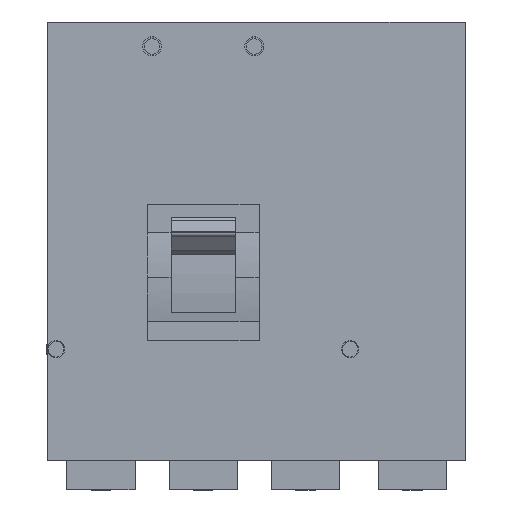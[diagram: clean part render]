
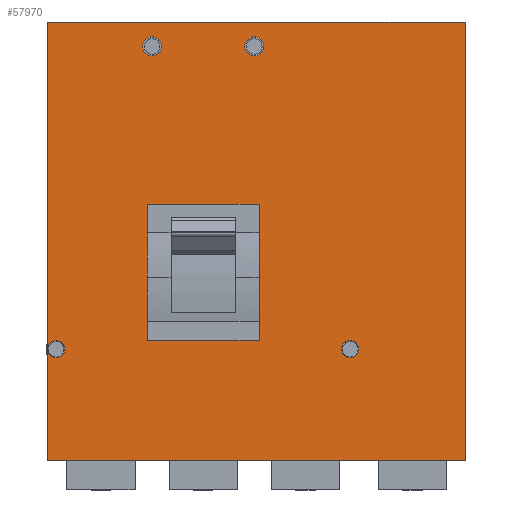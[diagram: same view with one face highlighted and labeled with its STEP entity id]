
A CAD part, top view. The second image highlights one B-rep face of the part: STEP entity #57970.
In plain terms, the highlighted planar face has unit normal (0, 0, 1).
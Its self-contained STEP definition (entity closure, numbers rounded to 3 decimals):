
#48790=CARTESIAN_POINT('',(97.75,440.,-60.));
#48800=VERTEX_POINT('',#48790);
#48960=CARTESIAN_POINT('',(117.25,440.,-60.));
#48970=VERTEX_POINT('',#48960);
#49000=CARTESIAN_POINT('',(107.5,440.,-60.));
#49010=DIRECTION('',(0.,0.,1.));
#49020=DIRECTION('',(1.,0.,0.));
#49030=AXIS2_PLACEMENT_3D('',#49000,#49010,#49020);
#49040=CIRCLE('',#49030,9.75);
#49050=EDGE_CURVE('',#48800,#48970,#49040,.T.);
#49150=CARTESIAN_POINT('',(0.,465.,-60.));
#49160=DIRECTION('',(1.,0.,0.));
#49170=VECTOR('',#49160,1.);
#49180=LINE('',#49150,#49170);
#49190=CARTESIAN_POINT('',(0.,465.,-60.))
;
#49200=VERTEX_POINT('',#49190);
#49210=CARTESIAN_POINT('',(429.,465.,-60.));
#49220=VERTEX_POINT('',#49210);
#49230=EDGE_CURVE('',#49200,#49220,#49180,.T.);
#50840=CARTESIAN_POINT('',(202.75,440.,-60.));
#50850=VERTEX_POINT('',#50840);
#50930=CARTESIAN_POINT('',(222.25,440.,-60.));
#50940=VERTEX_POINT('',#50930);
#50970=CARTESIAN_POINT('',(212.5,440.,-60.));
#50980=DIRECTION('',(0.,0.,1.));
#50990=DIRECTION('',(1.,0.,0.));
#51000=AXIS2_PLACEMENT_3D('',#50970,#50980,#50990);
#51010=CIRCLE('',#51000,9.75);
#51020=EDGE_CURVE('',#50850,#50940,#51010,.T.);
#51120=CARTESIAN_POINT('',(429.,0.,-60.));
#51130=DIRECTION('',(0.,-1.,0.));
#51140=VECTOR('',#51130,1.);
#51150=LINE('',#51120,#51140);
#51160=CARTESIAN_POINT('',(429.,15.,-60.));
#51170=VERTEX_POINT('',#51160);
#51180=EDGE_CURVE('',#49220,#51170,#51150,.T.);
#52520=CARTESIAN_POINT('',(102.5,138.,-60.));
#52530=VERTEX_POINT('',#52520);
#52560=CARTESIAN_POINT('',(102.5,0.,-60.));
#52570=DIRECTION('',(0.,-1.,0.));
#52580=VECTOR('',#52570,1.);
#52590=LINE('',#52560,#52580);
#52600=CARTESIAN_POINT('',(102.5,278.,-60.));
#52610=VERTEX_POINT('',#52600);
#52620=EDGE_CURVE('',#52610,#52530,#52590,.T.);
#54780=CARTESIAN_POINT('',(0.,278.,-60.));
#54790=DIRECTION('',(1.,0.,0.));
#54800=VECTOR('',#54790,1.);
#54810=LINE('',#54780,#54800);
#54820=CARTESIAN_POINT('',(217.5,278.,-60.));
#54830=VERTEX_POINT('',#54820);
#54840=EDGE_CURVE('',#52610,#54830,#54810,.T.);
#55090=CARTESIAN_POINT('',(0.,0.,-60.));
#55100=DIRECTION('',(0.,1.,0.));
#55110=VECTOR('',#55100,1.);
#55120=LINE('',#55090,#55110);
#55130=CARTESIAN_POINT('',(0.,15.,-60.));
#55140=VERTEX_POINT('',#55130);
#55150=EDGE_CURVE('',#55140,#49200,#55120,.T.);
#57030=CARTESIAN_POINT('',(217.5,0.,-60.));
#57040=DIRECTION('',(0.,-1.,0.));
#57050=VECTOR('',#57040,1.);
#57060=LINE('',#57030,#57050);
#57070=CARTESIAN_POINT('',(217.5,138.,-60.));
#57080=VERTEX_POINT('',#57070);
#57090=EDGE_CURVE('',#54830,#57080,#57060,.T.);
#57300=CARTESIAN_POINT('',(363.,480.,-60.));
#57310=DIRECTION('',(0.,0.,1.));
#57320=DIRECTION('',(0.,1.,0.));
#57330=AXIS2_PLACEMENT_3D('',#57300,#57310,#57320);
#57340=PLANE('',#57330);
#57350=CARTESIAN_POINT('',(0.,15.,-60.));
#57360=DIRECTION('',(-1.,0.,0.));
#57370=VECTOR('',#57360,1.);
#57380=LINE('',#57350,#57370);
#57390=EDGE_CURVE('',#51170,#55140,#57380,.T.);
#57400=ORIENTED_EDGE('',*,*,#57390,.F.);
#57410=ORIENTED_EDGE('',*,*,#55150,.F.);
#57420=ORIENTED_EDGE('',*,*,#49230,.F.);
#57430=ORIENTED_EDGE('',*,*,#51180,.F.);
#57440=EDGE_LOOP('',(#57430,#57420,#57410,#57400));
#57450=FACE_OUTER_BOUND('',#57440,.T.);
#57460=CARTESIAN_POINT('',(9.,129.,-60.));
#57470=DIRECTION('',(0.,0.,1.));
#57480=DIRECTION('',(1.,0.,0.));
#57490=AXIS2_PLACEMENT_3D('',#57460,#57470,#57480);
#57500=CIRCLE('',#57490,8.75);
#57510=CARTESIAN_POINT('',(17.75,129.,-60.));
#57520=VERTEX_POINT('',#57510);
#57530=CARTESIAN_POINT('',(0.25,129.,-60.));
#57540=VERTEX_POINT('',#57530);
#57550=EDGE_CURVE('',#57520,#57540,#57500,.T.);
#57560=ORIENTED_EDGE('',*,*,#57550,.F.);
#57570=EDGE_CURVE('',#57540,#57520,#57500,.T.);
#57580=ORIENTED_EDGE('',*,*,#57570,.F.);
#57590=EDGE_LOOP('',(#57580,#57560));
#57600=FACE_BOUND('',#57590,.T.);
#57610=EDGE_CURVE('',#48970,#48800,#49040,.T.);
#57620=ORIENTED_EDGE('',*,*,#57610,.F.);
#57630=ORIENTED_EDGE('',*,*,#49050,.F.);
#57640=EDGE_LOOP('',(#57630,#57620));
#57650=FACE_BOUND('',#57640,.T.);
#57660=ORIENTED_EDGE('',*,*,#57090,.T.);
#57670=ORIENTED_EDGE('',*,*,#54840,.T.);
#57680=ORIENTED_EDGE('',*,*,#52620,.F.);
#57690=CARTESIAN_POINT('',(0.,138.,-60.));
#57700=DIRECTION('',(-1.,0.,0.));
#57710=VECTOR('',#57700,1.);
#57720=LINE('',#57690,#57710);
#57730=EDGE_CURVE('',#57080,#52530,#57720,.T.);
#57740=ORIENTED_EDGE('',*,*,#57730,.T.);
#57750=EDGE_LOOP('',(#57740,#57680,#57670,#57660));
#57760=FACE_BOUND('',#57750,.T.);
#57770=EDGE_CURVE('',#50940,#50850,#51010,.T.);
#57780=ORIENTED_EDGE('',*,*,#57770,.F.);
#57790=ORIENTED_EDGE('',*,*,#51020,.F.);
#57800=EDGE_LOOP('',(#57790,#57780));
#57810=FACE_BOUND('',#57800,.T.);
#57820=CARTESIAN_POINT('',(310.913,128.88,-60.
));
#57830=DIRECTION('',(0.,0.,1.));
#57840=DIRECTION('',(1.,0.,0.));
#57850=AXIS2_PLACEMENT_3D('',#57820,#57830,#57840);
#57860=CIRCLE('',#57850,8.75);
#57870=CARTESIAN_POINT('',(319.663,128.88,-60.
));
#57880=VERTEX_POINT('',#57870);
#57890=CARTESIAN_POINT('',(302.163,128.88,-60.
));
#57900=VERTEX_POINT('',#57890);
#57910=EDGE_CURVE('',#57880,#57900,#57860,.T.);
#57920=ORIENTED_EDGE('',*,*,#57910,.F.);
#57930=EDGE_CURVE('',#57900,#57880,#57860,.T.);
#57940=ORIENTED_EDGE('',*,*,#57930,.F.);
#57950=EDGE_LOOP('',(#57940,#57920));
#57960=FACE_BOUND('',#57950,.T.);
#57970=ADVANCED_FACE('',(#57450,#57600,#57650,#57760,#57810,#57960),
#57340,.T.);
